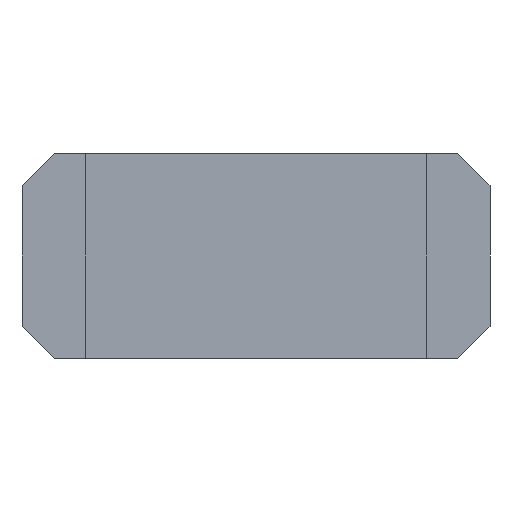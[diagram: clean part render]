
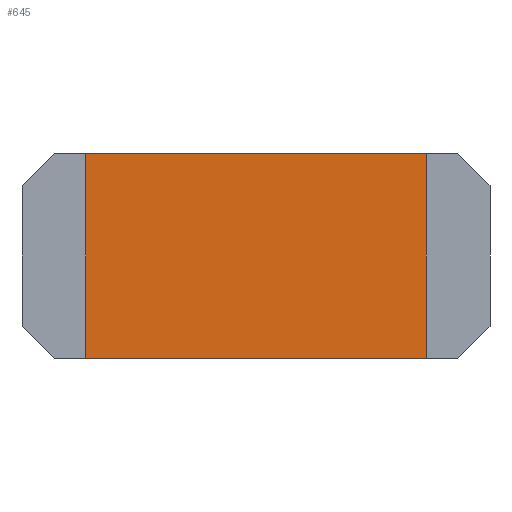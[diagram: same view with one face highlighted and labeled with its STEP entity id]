
A CAD part, front view. The second image highlights one B-rep face of the part: STEP entity #645.
In plain terms, the highlighted planar face has unit normal (0, -1, 0).
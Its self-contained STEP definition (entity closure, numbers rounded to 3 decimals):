
#19=PLANE('',#707);
#66=FACE_OUTER_BOUND('',#100,.T.);
#100=EDGE_LOOP('',(#476,#477,#478,#479));
#144=LINE('',#1008,#214);
#146=LINE('',#1012,#216);
#147=LINE('',#1014,#217);
#148=LINE('',#1015,#218);
#214=VECTOR('',#813,1000.);
#216=VECTOR('',#817,1000.);
#217=VECTOR('',#818,1000.);
#218=VECTOR('',#819,1000.);
#298=VERTEX_POINT('',#1005);
#299=VERTEX_POINT('',#1007);
#300=VERTEX_POINT('',#1011);
#301=VERTEX_POINT('',#1013);
#370=EDGE_CURVE('',#299,#298,#144,.T.);
#372=EDGE_CURVE('',#298,#300,#146,.T.);
#373=EDGE_CURVE('',#301,#300,#147,.T.);
#374=EDGE_CURVE('',#299,#301,#148,.T.);
#476=ORIENTED_EDGE('',*,*,#372,.T.);
#477=ORIENTED_EDGE('',*,*,#373,.F.);
#478=ORIENTED_EDGE('',*,*,#374,.F.);
#479=ORIENTED_EDGE('',*,*,#370,.T.);
#645=ADVANCED_FACE('',(#66),#19,.F.);
#707=AXIS2_PLACEMENT_3D('',#1010,#815,#816);
#813=DIRECTION('',(0.,0.,-1.));
#815=DIRECTION('center_axis',(0.,1.,0.));
#816=DIRECTION('ref_axis',(0.,0.,1.));
#817=DIRECTION('',(1.,0.,0.));
#818=DIRECTION('',(0.,0.,-1.));
#819=DIRECTION('',(1.,0.,0.));
#1005=CARTESIAN_POINT('',(-5.327,0.,0.));
#1007=CARTESIAN_POINT('',(-5.327,0.,6.4));
#1008=CARTESIAN_POINT('',(-5.327,0.,6.4));
#1010=CARTESIAN_POINT('Origin',(-5.327,0.,6.4));
#1011=CARTESIAN_POINT('',(5.327,0.,0.));
#1012=CARTESIAN_POINT('',(-5.327,0.,0.));
#1013=CARTESIAN_POINT('',(5.327,0.,6.4));
#1014=CARTESIAN_POINT('',(5.327,0.,6.4));
#1015=CARTESIAN_POINT('',(-5.327,0.,6.4));
